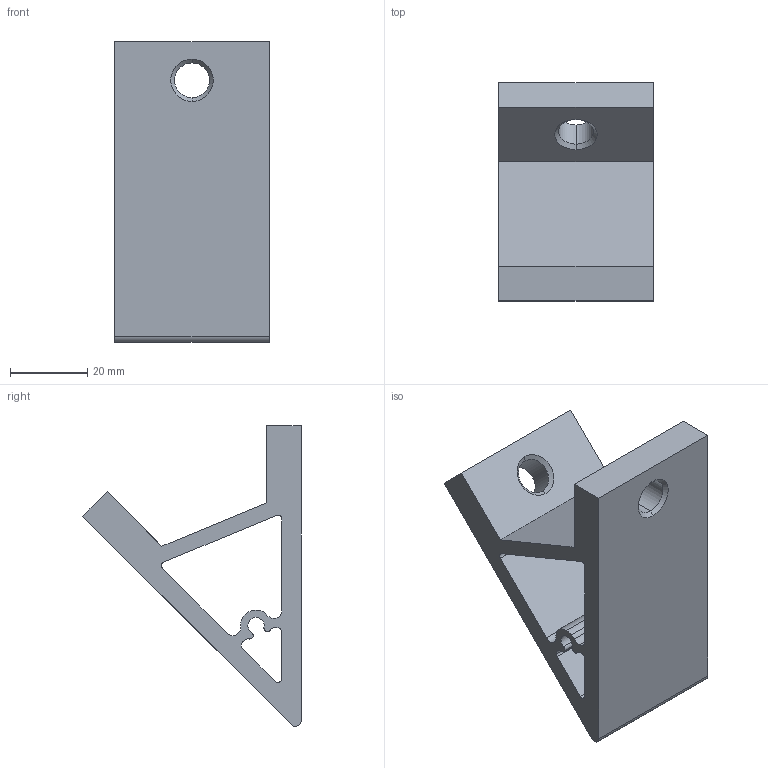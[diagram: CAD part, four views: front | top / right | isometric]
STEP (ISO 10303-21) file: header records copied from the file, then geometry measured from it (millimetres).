
FILE_DESCRIPTION (( 'STEP AP214' ), '1' );
FILE_NAME ('A346 Óãëîâîé ñîåäèíèòåëü 45° 80õ80õ40, ïàç 10.STEP', '2022-02-17T10:22:05', ( 'Ïîëüçîâàòåëü Windows' ), ( '' ), 'SwSTEP 2.0', 'SolidWorks 2021', '' );
FILE_SCHEMA (( 'AUTOMOTIVE_DESIGN' ));
Length unit declared in the file: millimetre
Products named in the file (2): A346 Óãëîâîé ñîåäèíèòåëü 45° 80õ80õ40, ïàç 10; A346 Óãëîâîé ñîåäèíèòåëü 45° 80õ80õ40, ïàç 10_00
Assembly tree (1 placements, depth 2):
  A346 Óãëîâîé ñîåäèíèòåëü 45° 80õ80õ40, ïàç 10
    A346 Óãëîâîé ñîåäèíèòåëü 45° 80õ80õ40, ïàç 10_00
Bounding box: 40 x 56.57 x 77.88 mm (x, y, z)
Volume: 42063.4 mm3; surface area: 18156.4 mm2
Topology: 1 solids, 1 shells, 51 faces, 139 edges, 90 vertices
Faces by surface type: cylinder 29, plane 14, cone 8
Entity records: 1739 total; most frequent: DIRECTION 315, CARTESIAN_POINT 284, ORIENTED_EDGE 278, EDGE_CURVE 139, AXIS2_PLACEMENT_3D 121, VERTEX_POINT 90, VECTOR 73, LINE 73
